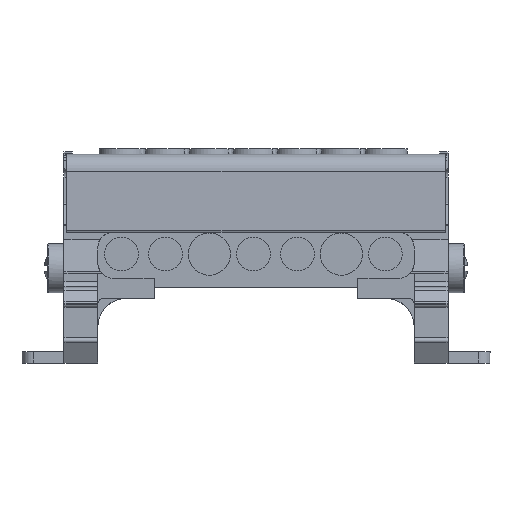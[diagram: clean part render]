
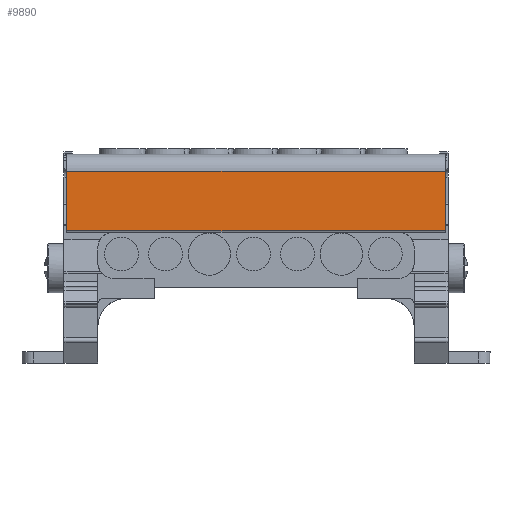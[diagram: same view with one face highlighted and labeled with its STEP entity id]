
A CAD part, top view. The second image highlights one B-rep face of the part: STEP entity #9890.
In plain terms, the highlighted planar face has unit normal (0, 0.018, 1).
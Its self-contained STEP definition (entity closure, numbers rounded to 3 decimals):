
#1561 = AXIS2_PLACEMENT_3D ( 'NONE', #25629, #25632, #25630 ) ;
#2683 = CARTESIAN_POINT ( 'NONE',  ( -15.707, -35.337, 103.402 ) ) ;
#2724 = CARTESIAN_POINT ( 'NONE',  ( -15.707, -24.744, 103.217 ) ) ;
#3142 = VERTEX_POINT ( 'NONE', #2724 ) ;
#3158 = VERTEX_POINT ( 'NONE', #2683 ) ;
#3406 = ORIENTED_EDGE ( 'NONE', *, *, #21187, .T. ) ;
#3420 = ORIENTED_EDGE ( 'NONE', *, *, #22110, .F. ) ;
#3434 = ORIENTED_EDGE ( 'NONE', *, *, #21216, .F. ) ;
#3492 = ORIENTED_EDGE ( 'NONE', *, *, #21189, .F. ) ;
#8745 = VECTOR ( 'NONE', #12907, 1000. ) ;
#9890 = ADVANCED_FACE ( 'NONE', ( #25626 ), #25627, .F. ) ;
#12906 = LINE ( 'NONE', #12914, #8745 ) ;
#12907 = DIRECTION ( 'NONE',  ( 0., 1., -0.017 ) ) ;
#12914 = CARTESIAN_POINT ( 'NONE',  ( -82.742, -43.99, 103.553 ) ) ;
#18421 = CARTESIAN_POINT ( 'NONE',  ( -82.742, -35.337, 103.402 ) ) ;
#18436 = CARTESIAN_POINT ( 'NONE',  ( -82.742, -24.744, 103.217 ) ) ;
#21187 = EDGE_CURVE ( 'NONE', #3158, #3142, #24283, .T. ) ;
#21189 = EDGE_CURVE ( 'NONE', #26934, #3142, #24346, .T. ) ;
#21216 = EDGE_CURVE ( 'NONE', #3158, #26967, #24469, .T. ) ;
#22110 = EDGE_CURVE ( 'NONE', #26967, #26934, #12906, .T. ) ;
#23855 = VECTOR ( 'NONE', #24433, 1000. ) ;
#23891 = VECTOR ( 'NONE', #24359, 1000. ) ;
#23892 = VECTOR ( 'NONE', #24294, 1000. ) ;
#24283 = LINE ( 'NONE', #24353, #23891 ) ;
#24287 = CARTESIAN_POINT ( 'NONE',  ( -28.312, -24.744, 103.217 ) ) ;
#24294 = DIRECTION ( 'NONE',  ( 1., 0., 0. ) ) ;
#24346 = LINE ( 'NONE', #24287, #23892 ) ;
#24353 = CARTESIAN_POINT ( 'NONE',  ( -15.707, -35.337, 103.402 ) ) ;
#24359 = DIRECTION ( 'NONE',  ( 0., 1., -0.017 ) ) ;
#24433 = DIRECTION ( 'NONE',  ( -1., 0., 0. ) ) ;
#24469 = LINE ( 'NONE', #24471, #23855 ) ;
#24471 = CARTESIAN_POINT ( 'NONE',  ( -15.117, -35.337, 103.402 ) ) ;
#25626 = FACE_OUTER_BOUND ( 'NONE', #26700, .T. ) ;
#25627 = PLANE ( 'NONE',  #1561 ) ;
#25629 = CARTESIAN_POINT ( 'NONE',  ( -15.117, -35.337, 103.402 ) ) ;
#25630 = DIRECTION ( 'NONE',  ( 0., -1., 0.017 ) ) ;
#25632 = DIRECTION ( 'NONE',  ( 0., -0.017, -1. ) ) ;
#26700 = EDGE_LOOP ( 'NONE', ( #3492, #3420, #3434, #3406 ) ) ;
#26934 = VERTEX_POINT ( 'NONE', #18436 ) ;
#26967 = VERTEX_POINT ( 'NONE', #18421 ) ;
